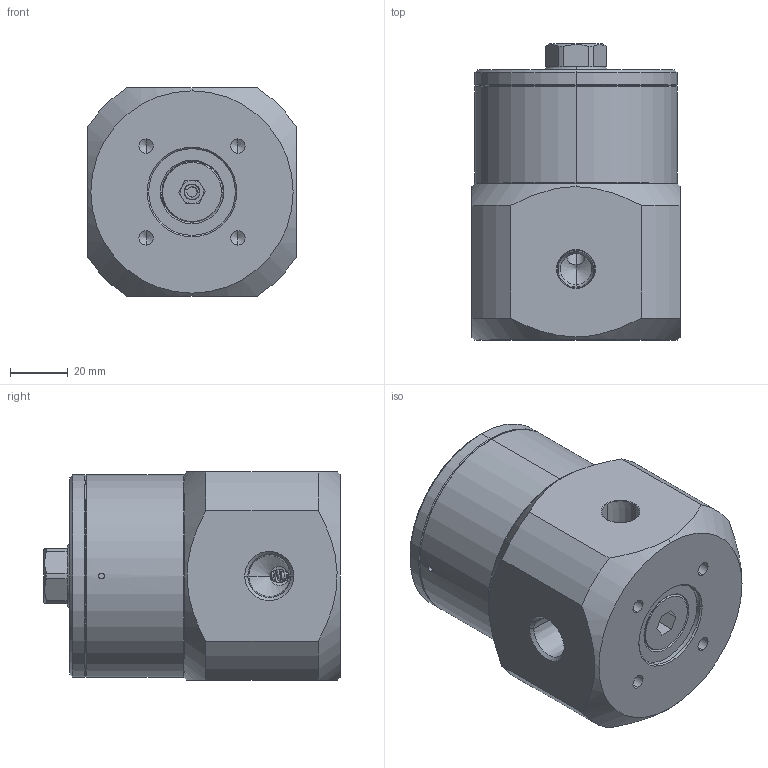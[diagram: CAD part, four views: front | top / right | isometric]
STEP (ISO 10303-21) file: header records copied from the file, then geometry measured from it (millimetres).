
FILE_DESCRIPTION (( 'STEP AP214' ), '1' );
FILE_NAME ('LPR-10N ASSEMBLY.STEP', '2021-06-14T04:38:33', ( '' ), ( '' ), 'SwSTEP 2.0', 'SolidWorks 2020', '' );
FILE_SCHEMA (( 'AUTOMOTIVE_DESIGN' ));
Length unit declared in the file: millimetre
Products named in the file (19): SEAT HOUSING; CNS 3932 - M 5 x 50; UPPER DIAPHRAGM; PIN; SEAT; SPRING; LPR-10N ASSEMBLY; PISTON UPPER; BALL; CHAMBER CAP; PISTON LOWER; LOWER DIAPHRAGM; CHAMBER BODY; CYLINDER CAP; O-RING S15; BALL SUPPORT; DIAPHRAGM NUT; O-RING S16; CYLINDER BODY
Assembly tree (25 placements, depth 2):
  LPR-10N ASSEMBLY
    CHAMBER BODY
    LOWER DIAPHRAGM
    DIAPHRAGM NUT
    PISTON LOWER
    PISTON UPPER
    PIN
    CYLINDER BODY
    UPPER DIAPHRAGM
    SPRING
    BALL SUPPORT
    BALL
    CHAMBER CAP
    O-RING S16  x2
    O-RING S15  x2
    CYLINDER CAP
    SEAT HOUSING
    SEAT
    CNS 3932 - M 5 x 50  x6
Bounding box: 72 x 102.5 x 72 mm (x, y, z)
Volume: 377532.7 mm3; surface area: 100027.3 mm2
Topology: 25 solids, 25 shells, 1057 faces, 2655 edges, 1649 vertices
Faces by surface type: cone 420, cylinder 280, plane 272, bspline 85
Entity records: 52218 total; most frequent: CARTESIAN_POINT 18986, ORIENTED_EDGE 4662, DIRECTION 4643, EDGE_CURVE 2331, AXIS2_PLACEMENT_3D 2000, VERTEX_POINT 1466, CIRCLE 1085, EDGE_LOOP 1067
